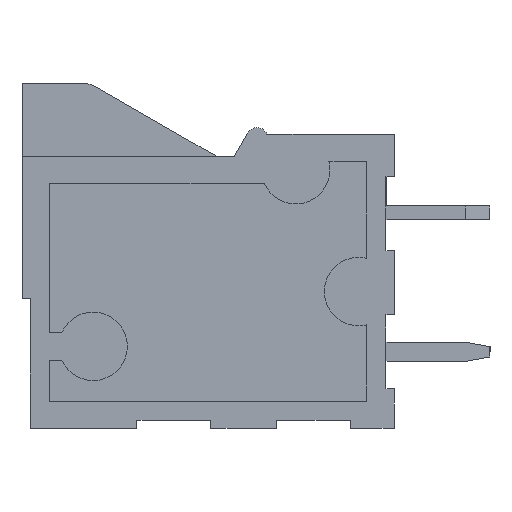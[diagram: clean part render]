
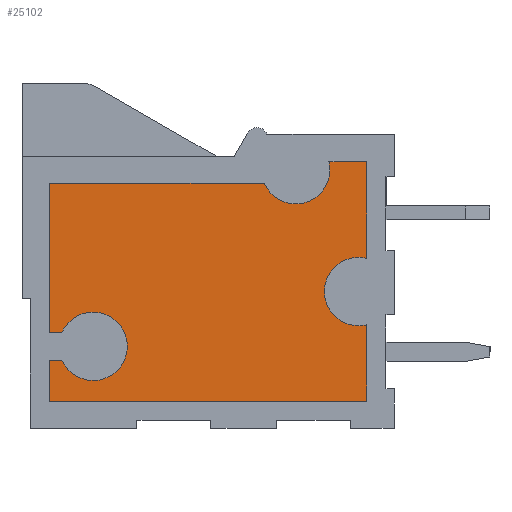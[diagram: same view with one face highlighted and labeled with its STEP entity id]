
A CAD part, left-side view. The second image highlights one B-rep face of the part: STEP entity #25102.
In plain terms, the highlighted planar face has unit normal (-1, 0, 0).
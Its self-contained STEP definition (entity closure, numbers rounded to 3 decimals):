
#203 = CARTESIAN_POINT ( 'NONE',  ( 1.5, 12.6, 0. ) ) ;
#402 = CARTESIAN_POINT ( 'NONE',  ( 1.5, 1.3, -7.6 ) ) ;
#970 = CARTESIAN_POINT ( 'NONE',  ( 1.5, 0., -11.6 ) ) ;
#1061 = DIRECTION ( 'NONE',  ( 0., 0., 1. ) ) ;
#1098 = VERTEX_POINT ( 'NONE', #28026 ) ;
#1431 = VECTOR ( 'NONE', #18853, 1000. ) ;
#2100 = CARTESIAN_POINT ( 'NONE',  ( 1.5, 0., -9.1 ) ) ;
#2300 = ORIENTED_EDGE ( 'NONE', *, *, #21793, .F. ) ;
#2381 = LINE ( 'NONE', #27859, #15145 ) ;
#2583 = ORIENTED_EDGE ( 'NONE', *, *, #23323, .F. ) ;
#2710 = ORIENTED_EDGE ( 'NONE', *, *, #30187, .F. ) ;
#2764 = CARTESIAN_POINT ( 'NONE',  ( 1.5, 12.146, -9.1 ) ) ;
#3018 = VECTOR ( 'NONE', #4684, 1000. ) ;
#3514 = LINE ( 'NONE', #13602, #27025 ) ;
#4105 = DIRECTION ( 'NONE',  ( 0., 0., 1. ) ) ;
#4364 = CARTESIAN_POINT ( 'NONE',  ( 1.5, 11., -9.6 ) ) ;
#4651 = CIRCLE ( 'NONE', #9940, 1.25 ) ;
#4684 = DIRECTION ( 'NONE',  ( 0., -1., 0. ) ) ;
#4814 = CIRCLE ( 'NONE', #17498, 1.25 ) ;
#4851 = LINE ( 'NONE', #30365, #3018 ) ;
#4911 = DIRECTION ( 'NONE',  ( 0., 0., 1. ) ) ;
#4952 = ORIENTED_EDGE ( 'NONE', *, *, #30076, .F. ) ;
#5446 = DIRECTION ( 'NONE',  ( -1., 0., 0. ) ) ;
#5503 = LINE ( 'NONE', #203, #12450 ) ;
#5800 = VERTEX_POINT ( 'NONE', #11595 ) ;
#6032 = VECTOR ( 'NONE', #4105, 1000. ) ;
#6416 = LINE ( 'NONE', #21508, #6032 ) ;
#6598 = ORIENTED_EDGE ( 'NONE', *, *, #28863, .F. ) ;
#6795 = CIRCLE ( 'NONE', #11026, 1.25 ) ;
#6888 = VERTEX_POINT ( 'NONE', #25266 ) ;
#7166 = DIRECTION ( 'NONE',  ( -1., 0., 0. ) ) ;
#7186 = VERTEX_POINT ( 'NONE', #25086 ) ;
#7697 = CARTESIAN_POINT ( 'NONE',  ( 1.5, 1., 0. ) ) ;
#7986 = DIRECTION ( 'NONE',  ( -1., 0., 0. ) ) ;
#8463 = DIRECTION ( 'NONE',  ( -1., 0., 0. ) ) ;
#8711 = CARTESIAN_POINT ( 'NONE',  ( 1.5, 12.146, -10.1 ) ) ;
#8764 = CIRCLE ( 'NONE', #15637, 1.25 ) ;
#9194 = CIRCLE ( 'NONE', #19796, 1.25 ) ;
#9607 = VERTEX_POINT ( 'NONE', #22777 ) ;
#9810 = DIRECTION ( 'NONE',  ( 0., 0., 1. ) ) ;
#9913 = PLANE ( 'NONE',  #12823 ) ;
#9940 = AXIS2_PLACEMENT_3D ( 'NONE', #24091, #21604, #1061 ) ;
#10445 = CARTESIAN_POINT ( 'NONE',  ( 1.5, 11., -8.35 ) ) ;
#11026 = AXIS2_PLACEMENT_3D ( 'NONE', #4364, #7166, #17283 ) ;
#11392 = ORIENTED_EDGE ( 'NONE', *, *, #19960, .T. ) ;
#11416 = VERTEX_POINT ( 'NONE', #21968 ) ;
#11595 = CARTESIAN_POINT ( 'NONE',  ( 1.5, 1.3, -8.85 ) ) ;
#12124 = VERTEX_POINT ( 'NONE', #10445 ) ;
#12450 = VECTOR ( 'NONE', #9810, 1000. ) ;
#12713 = VERTEX_POINT ( 'NONE', #26965 ) ;
#12771 = DIRECTION ( 'NONE',  ( 0., -1., 0. ) ) ;
#12795 = DIRECTION ( 'NONE',  ( 0., -1., 0. ) ) ;
#12823 = AXIS2_PLACEMENT_3D ( 'NONE', #18020, #5446, #30138 ) ;
#12826 = CARTESIAN_POINT ( 'NONE',  ( 1.5, 11., -10.85 ) ) ;
#13023 = CARTESIAN_POINT ( 'NONE',  ( 1.5, 1.3, -7.6 ) ) ;
#13468 = VECTOR ( 'NONE', #17802, 1000. ) ;
#13602 = CARTESIAN_POINT ( 'NONE',  ( 1.5, 0., -3.65 ) ) ;
#13982 = ORIENTED_EDGE ( 'NONE', *, *, #28783, .F. ) ;
#14103 = VERTEX_POINT ( 'NONE', #32455 ) ;
#15145 = VECTOR ( 'NONE', #12771, 1000. ) ;
#15254 = LINE ( 'NONE', #30203, #16869 ) ;
#15393 = DIRECTION ( 'NONE',  ( -1., 0., 0. ) ) ;
#15584 = ORIENTED_EDGE ( 'NONE', *, *, #24408, .T. ) ;
#15637 = AXIS2_PLACEMENT_3D ( 'NONE', #13023, #15814, #23135 ) ;
#15719 = CARTESIAN_POINT ( 'NONE',  ( 1.5, 1.3, -7.6 ) ) ;
#15814 = DIRECTION ( 'NONE',  ( -1., 0., 0. ) ) ;
#15927 = VECTOR ( 'NONE', #12795, 1000. ) ;
#16587 = EDGE_CURVE ( 'NONE', #9607, #24916, #9194, .T. ) ;
#16765 = VERTEX_POINT ( 'NONE', #27156 ) ;
#16869 = VECTOR ( 'NONE', #21020, 1000. ) ;
#17167 = VERTEX_POINT ( 'NONE', #23273 ) ;
#17283 = DIRECTION ( 'NONE',  ( 0., 0., 1. ) ) ;
#17364 = EDGE_LOOP ( 'NONE', ( #24976, #28775, #6598, #2583, #26046, #30012, #15584, #31708, #4952, #2300, #13982, #2710, #11392, #26486, #23983, #25208 ) ) ;
#17498 = AXIS2_PLACEMENT_3D ( 'NONE', #30674, #7986, #28191 ) ;
#17802 = DIRECTION ( 'NONE',  ( 0., 0., 1. ) ) ;
#17963 = VERTEX_POINT ( 'NONE', #2764 ) ;
#18020 = CARTESIAN_POINT ( 'NONE',  ( 1.5, 0., 0. ) ) ;
#18484 = EDGE_CURVE ( 'NONE', #12713, #17167, #5503, .T. ) ;
#18657 = CARTESIAN_POINT ( 'NONE',  ( 1.5, 11., -9.6 ) ) ;
#18853 = DIRECTION ( 'NONE',  ( 0., -1., 0. ) ) ;
#19009 = AXIS2_PLACEMENT_3D ( 'NONE', #18657, #24774, #4911 ) ;
#19796 = AXIS2_PLACEMENT_3D ( 'NONE', #15719, #15393, #25682 ) ;
#19960 = EDGE_CURVE ( 'NONE', #14103, #20454, #21520, .T. ) ;
#20281 = LINE ( 'NONE', #7697, #13468 ) ;
#20454 = VERTEX_POINT ( 'NONE', #27263 ) ;
#20555 = EDGE_CURVE ( 'NONE', #24916, #5800, #31622, .T. ) ;
#21020 = DIRECTION ( 'NONE',  ( 0., 0., 1. ) ) ;
#21508 = CARTESIAN_POINT ( 'NONE',  ( 1.5, 1., 0. ) ) ;
#21520 = LINE ( 'NONE', #970, #1431 ) ;
#21532 = CARTESIAN_POINT ( 'NONE',  ( 1.5, 1.3, -6.35 ) ) ;
#21604 = DIRECTION ( 'NONE',  ( -1., 0., 0. ) ) ;
#21793 = EDGE_CURVE ( 'NONE', #29664, #30910, #4651, .T. ) ;
#21968 = CARTESIAN_POINT ( 'NONE',  ( 1.5, 12.6, -10.1 ) ) ;
#22777 = CARTESIAN_POINT ( 'NONE',  ( 1.5, 1., -6.387 ) ) ;
#23135 = DIRECTION ( 'NONE',  ( 0., 0., 1. ) ) ;
#23248 = CIRCLE ( 'NONE', #19009, 1.25 ) ;
#23273 = CARTESIAN_POINT ( 'NONE',  ( 1.5, 12.6, -3.65 ) ) ;
#23323 = EDGE_CURVE ( 'NONE', #7186, #6888, #4814, .T. ) ;
#23526 = EDGE_CURVE ( 'NONE', #7186, #17167, #3514, .T. ) ;
#23983 = ORIENTED_EDGE ( 'NONE', *, *, #27249, .F. ) ;
#24050 = DIRECTION ( 'NONE',  ( 0., 1., 0. ) ) ;
#24091 = CARTESIAN_POINT ( 'NONE',  ( 1.5, 11., -9.6 ) ) ;
#24408 = EDGE_CURVE ( 'NONE', #12713, #17963, #27878, .T. ) ;
#24774 = DIRECTION ( 'NONE',  ( -1., 0., 0. ) ) ;
#24916 = VERTEX_POINT ( 'NONE', #21532 ) ;
#24976 = ORIENTED_EDGE ( 'NONE', *, *, #16587, .F. ) ;
#25086 = CARTESIAN_POINT ( 'NONE',  ( 1.5, 4.746, -3.65 ) ) ;
#25102 = ADVANCED_FACE ( 'NONE', ( #32468 ), #9913, .T. ) ;
#25208 = ORIENTED_EDGE ( 'NONE', *, *, #20555, .F. ) ;
#25266 = CARTESIAN_POINT ( 'NONE',  ( 1.5, 2.387, -2.85 ) ) ;
#25682 = DIRECTION ( 'NONE',  ( 0., 0., 1. ) ) ;
#26046 = ORIENTED_EDGE ( 'NONE', *, *, #23526, .T. ) ;
#26050 = EDGE_CURVE ( 'NONE', #9607, #1098, #6416, .T. ) ;
#26486 = ORIENTED_EDGE ( 'NONE', *, *, #27561, .T. ) ;
#26965 = CARTESIAN_POINT ( 'NONE',  ( 1.5, 12.6, -9.1 ) ) ;
#27025 = VECTOR ( 'NONE', #24050, 1000. ) ;
#27156 = CARTESIAN_POINT ( 'NONE',  ( 1.5, 1., -8.813 ) ) ;
#27249 = EDGE_CURVE ( 'NONE', #5800, #16765, #8764, .T. ) ;
#27263 = CARTESIAN_POINT ( 'NONE',  ( 1.5, 1., -11.6 ) ) ;
#27561 = EDGE_CURVE ( 'NONE', #20454, #16765, #20281, .T. ) ;
#27859 = CARTESIAN_POINT ( 'NONE',  ( 1.5, 0., -10.1 ) ) ;
#27878 = LINE ( 'NONE', #2100, #15927 ) ;
#28026 = CARTESIAN_POINT ( 'NONE',  ( 1.5, 1., -2.85 ) ) ;
#28191 = DIRECTION ( 'NONE',  ( 0., 0., 1. ) ) ;
#28775 = ORIENTED_EDGE ( 'NONE', *, *, #26050, .T. ) ;
#28783 = EDGE_CURVE ( 'NONE', #11416, #29664, #2381, .T. ) ;
#28834 = DIRECTION ( 'NONE',  ( 0., 0., 1. ) ) ;
#28863 = EDGE_CURVE ( 'NONE', #6888, #1098, #4851, .T. ) ;
#29664 = VERTEX_POINT ( 'NONE', #8711 ) ;
#30012 = ORIENTED_EDGE ( 'NONE', *, *, #18484, .F. ) ;
#30076 = EDGE_CURVE ( 'NONE', #30910, #12124, #6795, .T. ) ;
#30138 = DIRECTION ( 'NONE',  ( 0., 0., 1. ) ) ;
#30187 = EDGE_CURVE ( 'NONE', #14103, #11416, #15254, .T. ) ;
#30203 = CARTESIAN_POINT ( 'NONE',  ( 1.5, 12.6, 0. ) ) ;
#30365 = CARTESIAN_POINT ( 'NONE',  ( 1.5, 0., -2.85 ) ) ;
#30674 = CARTESIAN_POINT ( 'NONE',  ( 1.5, 3.6, -3.15 ) ) ;
#30698 = EDGE_CURVE ( 'NONE', #12124, #17963, #23248, .T. ) ;
#30910 = VERTEX_POINT ( 'NONE', #12826 ) ;
#31075 = AXIS2_PLACEMENT_3D ( 'NONE', #402, #8463, #28834 ) ;
#31622 = CIRCLE ( 'NONE', #31075, 1.25 ) ;
#31708 = ORIENTED_EDGE ( 'NONE', *, *, #30698, .F. ) ;
#32455 = CARTESIAN_POINT ( 'NONE',  ( 1.5, 12.6, -11.6 ) ) ;
#32468 = FACE_OUTER_BOUND ( 'NONE', #17364, .T. ) ;
